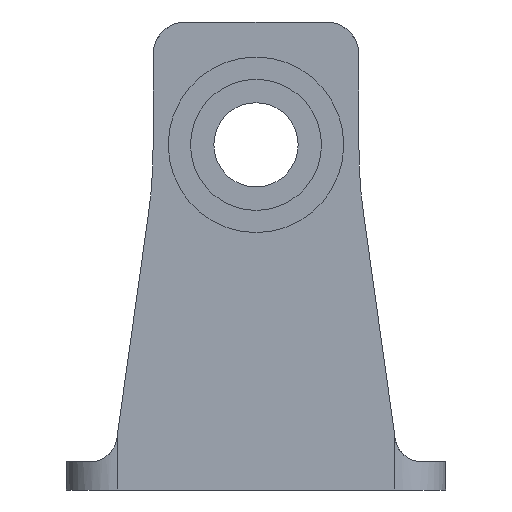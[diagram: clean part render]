
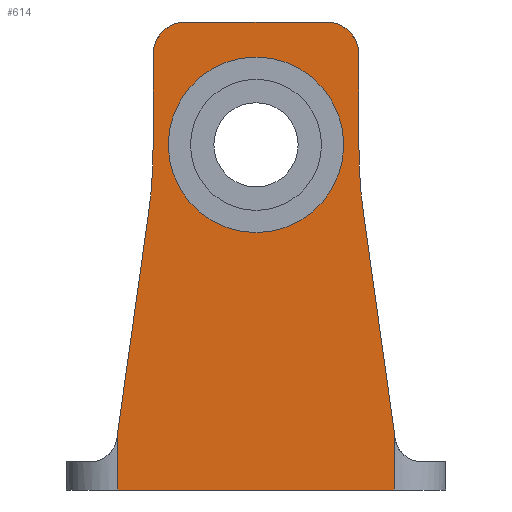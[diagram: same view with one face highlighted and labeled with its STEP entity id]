
A CAD part, front view. The second image highlights one B-rep face of the part: STEP entity #614.
In plain terms, the highlighted planar face has unit normal (0, -1, 0).
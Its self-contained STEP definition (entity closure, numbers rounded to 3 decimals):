
#10 = LINE ( 'NONE', #219, #1187 ) ;
#16 = CARTESIAN_POINT ( 'NONE',  ( 0., -20.25, 36.875 ) ) ;
#42 = CARTESIAN_POINT ( 'NONE',  ( 11., -20.25, 50. ) ) ;
#49 = CARTESIAN_POINT ( 'NONE',  ( 0., -20.25, 36.875 ) ) ;
#77 = EDGE_CURVE ( 'NONE', #1687, #1305, #1164, .T. ) ;
#79 = CARTESIAN_POINT ( 'NONE',  ( 7.5, -20.25, 46.5 ) ) ;
#81 = CARTESIAN_POINT ( 'NONE',  ( 61., -20.25, 36.496 ) ) ;
#93 = ORIENTED_EDGE ( 'NONE', *, *, #233, .F. ) ;
#118 = VERTEX_POINT ( 'NONE', #649 ) ;
#121 = EDGE_CURVE ( 'NONE', #1619, #2231, #127, .T. ) ;
#127 = LINE ( 'NONE', #1766, #1651 ) ;
#163 = ORIENTED_EDGE ( 'NONE', *, *, #1153, .F. ) ;
#169 = FACE_OUTER_BOUND ( 'NONE', #2087, .T. ) ;
#197 = DIRECTION ( 'NONE',  ( 1., 0., 0. ) ) ;
#198 = ORIENTED_EDGE ( 'NONE', *, *, #1902, .T. ) ;
#219 = CARTESIAN_POINT ( 'NONE',  ( 14.75, -20.25, 0. ) ) ;
#226 = DIRECTION ( 'NONE',  ( 0., 0., -1. ) ) ;
#233 = EDGE_CURVE ( 'NONE', #234, #812, #752, .T. ) ;
#234 = VERTEX_POINT ( 'NONE', #1086 ) ;
#312 = CARTESIAN_POINT ( 'NONE',  ( -14.75, -20.25, 3. ) ) ;
#318 = CARTESIAN_POINT ( 'NONE',  ( 15.207, -20.25, 3.064 ) ) ;
#338 = CARTESIAN_POINT ( 'NONE',  ( -11.487, -20.25, 29.538 ) ) ;
#398 = DIRECTION ( 'NONE',  ( 0., -1., 0. ) ) ;
#417 = AXIS2_PLACEMENT_3D ( 'NONE', #910, #1428, #1451 ) ;
#422 = EDGE_CURVE ( 'NONE', #118, #2231, #1358, .T. ) ;
#447 = ORIENTED_EDGE ( 'NONE', *, *, #121, .F. ) ;
#477 = EDGE_LOOP ( 'NONE', ( #93, #606 ) ) ;
#526 = VECTOR ( 'NONE', #226, 1000. ) ;
#535 = DIRECTION ( 'NONE',  ( 0., 0., -1. ) ) ;
#550 = CARTESIAN_POINT ( 'NONE',  ( 11., -20.25, 36.496 ) ) ;
#565 = CARTESIAN_POINT ( 'NONE',  ( -9.375, -20.25, 36.875 ) ) ;
#606 = ORIENTED_EDGE ( 'NONE', *, *, #2264, .F. ) ;
#614 = ADVANCED_FACE ( 'NONE', ( #2145, #169 ), #1953, .F. ) ;
#646 = CARTESIAN_POINT ( 'NONE',  ( -11., -20.25, 36.496 ) ) ;
#649 = CARTESIAN_POINT ( 'NONE',  ( 11., -20.25, 46.5 ) ) ;
#657 = CIRCLE ( 'NONE', #1377, 3.5 ) ;
#691 = VECTOR ( 'NONE', #1773, 1000. ) ;
#700 = CARTESIAN_POINT ( 'NONE',  ( 14.75, -20.25, 3. ) ) ;
#710 = CARTESIAN_POINT ( 'NONE',  ( -14.636, -20.25, 7.13 ) ) ;
#740 = ORIENTED_EDGE ( 'NONE', *, *, #77, .T. ) ;
#749 = DIRECTION ( 'NONE',  ( 0., 1., 0. ) ) ;
#752 = CIRCLE ( 'NONE', #2208, 9.375 ) ;
#778 = EDGE_CURVE ( 'NONE', #118, #2290, #2023, .T. ) ;
#801 = DIRECTION ( 'NONE',  ( 0., -1., 0. ) ) ;
#808 = CIRCLE ( 'NONE', #1483, 50. ) ;
#812 = VERTEX_POINT ( 'NONE', #565 ) ;
#831 = VERTEX_POINT ( 'NONE', #962 ) ;
#883 = VERTEX_POINT ( 'NONE', #1308 ) ;
#892 = ORIENTED_EDGE ( 'NONE', *, *, #1707, .T. ) ;
#897 = CARTESIAN_POINT ( 'NONE',  ( -11., -20.25, 50. ) ) ;
#900 = DIRECTION ( 'NONE',  ( 0., -1., 0. ) ) ;
#910 = CARTESIAN_POINT ( 'NONE',  ( 14.75, -20.25, 3. ) ) ;
#942 = AXIS2_PLACEMENT_3D ( 'NONE', #79, #801, #1346 ) ;
#944 = ORIENTED_EDGE ( 'NONE', *, *, #422, .T. ) ;
#962 = CARTESIAN_POINT ( 'NONE',  ( -14.75, -20.25, 0. ) ) ;
#985 = VERTEX_POINT ( 'NONE', #1911 ) ;
#989 = EDGE_CURVE ( 'NONE', #1424, #985, #1903, .T. ) ;
#1086 = CARTESIAN_POINT ( 'NONE',  ( 9.375, -20.25, 36.875 ) ) ;
#1089 = CARTESIAN_POINT ( 'NONE',  ( -14.75, -20.25, 6.317 ) ) ;
#1099 = ORIENTED_EDGE ( 'NONE', *, *, #1552, .T. ) ;
#1125 = EDGE_CURVE ( 'NONE', #1305, #1173, #2152, .T. ) ;
#1145 = DIRECTION ( 'NONE',  ( -1., 0., 0. ) ) ;
#1153 = EDGE_CURVE ( 'NONE', #1424, #883, #1923, .T. ) ;
#1164 = CIRCLE ( 'NONE', #2129, 50. ) ;
#1173 = VERTEX_POINT ( 'NONE', #1089 ) ;
#1184 = DIRECTION ( 'NONE',  ( -1., 0., 0. ) ) ;
#1187 = VECTOR ( 'NONE', #1638, 1000. ) ;
#1215 = LINE ( 'NONE', #312, #1886 ) ;
#1222 = DIRECTION ( 'NONE',  ( -0.139, 0., -0.99 ) ) ;
#1253 = EDGE_CURVE ( 'NONE', #985, #2290, #808, .T. ) ;
#1305 = VERTEX_POINT ( 'NONE', #338 ) ;
#1308 = CARTESIAN_POINT ( 'NONE',  ( 14.75, -20.25, 0. ) ) ;
#1311 = CARTESIAN_POINT ( 'NONE',  ( -7.5, -20.25, 50. ) ) ;
#1346 = DIRECTION ( 'NONE',  ( -1., 0., 0. ) ) ;
#1358 = CIRCLE ( 'NONE', #942, 3.5 ) ;
#1363 = DIRECTION ( 'NONE',  ( 0., 1., 0. ) ) ;
#1372 = DIRECTION ( 'NONE',  ( 1., 0., 0. ) ) ;
#1377 = AXIS2_PLACEMENT_3D ( 'NONE', #2158, #900, #1649 ) ;
#1424 = VERTEX_POINT ( 'NONE', #1763 ) ;
#1428 = DIRECTION ( 'NONE',  ( 0., 1., 0. ) ) ;
#1437 = DIRECTION ( 'NONE',  ( 0., -1., 0. ) ) ;
#1451 = DIRECTION ( 'NONE',  ( -1., 0., 0. ) ) ;
#1454 = EDGE_CURVE ( 'NONE', #831, #883, #10, .T. ) ;
#1458 = CARTESIAN_POINT ( 'NONE',  ( 7.5, -20.25, 50. ) ) ;
#1476 = VERTEX_POINT ( 'NONE', #2184 ) ;
#1483 = AXIS2_PLACEMENT_3D ( 'NONE', #81, #749, #1145 ) ;
#1489 = CARTESIAN_POINT ( 'NONE',  ( -61., -20.25, 36.496 ) ) ;
#1528 = ORIENTED_EDGE ( 'NONE', *, *, #989, .T. ) ;
#1539 = DIRECTION ( 'NONE',  ( -0.139, 0., 0.99 ) ) ;
#1552 = EDGE_CURVE ( 'NONE', #1619, #1476, #657, .T. ) ;
#1601 = LINE ( 'NONE', #897, #691 ) ;
#1619 = VERTEX_POINT ( 'NONE', #1311 ) ;
#1636 = VECTOR ( 'NONE', #1539, 1000. ) ;
#1638 = DIRECTION ( 'NONE',  ( 1., 0., 0. ) ) ;
#1649 = DIRECTION ( 'NONE',  ( -1., 0., 0. ) ) ;
#1651 = VECTOR ( 'NONE', #1372, 1000. ) ;
#1687 = VERTEX_POINT ( 'NONE', #646 ) ;
#1707 = EDGE_CURVE ( 'NONE', #1173, #831, #1215, .T. ) ;
#1716 = CIRCLE ( 'NONE', #2122, 9.375 ) ;
#1748 = ORIENTED_EDGE ( 'NONE', *, *, #1125, .T. ) ;
#1763 = CARTESIAN_POINT ( 'NONE',  ( 14.75, -20.25, 6.317 ) ) ;
#1766 = CARTESIAN_POINT ( 'NONE',  ( 11., -20.25, 50. ) ) ;
#1773 = DIRECTION ( 'NONE',  ( 0., 0., -1. ) ) ;
#1886 = VECTOR ( 'NONE', #1895, 1000. ) ;
#1895 = DIRECTION ( 'NONE',  ( 0., 0., -1. ) ) ;
#1902 = EDGE_CURVE ( 'NONE', #1476, #1687, #1601, .T. ) ;
#1903 = LINE ( 'NONE', #318, #1636 ) ;
#1911 = CARTESIAN_POINT ( 'NONE',  ( 11.487, -20.25, 29.538 ) ) ;
#1923 = LINE ( 'NONE', #700, #2071 ) ;
#1953 = PLANE ( 'NONE',  #417 ) ;
#2010 = ORIENTED_EDGE ( 'NONE', *, *, #1454, .T. ) ;
#2023 = LINE ( 'NONE', #42, #526 ) ;
#2035 = VECTOR ( 'NONE', #1222, 1000. ) ;
#2071 = VECTOR ( 'NONE', #535, 1000. ) ;
#2087 = EDGE_LOOP ( 'NONE', ( #2244, #944, #447, #1099, #198, #740, #1748, #892, #2010, #163, #1528, #2141 ) ) ;
#2122 = AXIS2_PLACEMENT_3D ( 'NONE', #16, #1437, #2140 ) ;
#2129 = AXIS2_PLACEMENT_3D ( 'NONE', #1489, #1363, #1184 ) ;
#2140 = DIRECTION ( 'NONE',  ( 1., 0., 0. ) ) ;
#2141 = ORIENTED_EDGE ( 'NONE', *, *, #1253, .T. ) ;
#2145 = FACE_BOUND ( 'NONE', #477, .T. ) ;
#2152 = LINE ( 'NONE', #710, #2035 ) ;
#2158 = CARTESIAN_POINT ( 'NONE',  ( -7.5, -20.25, 46.5 ) ) ;
#2184 = CARTESIAN_POINT ( 'NONE',  ( -11., -20.25, 46.5 ) ) ;
#2208 = AXIS2_PLACEMENT_3D ( 'NONE', #49, #398, #197 ) ;
#2231 = VERTEX_POINT ( 'NONE', #1458 ) ;
#2244 = ORIENTED_EDGE ( 'NONE', *, *, #778, .F. ) ;
#2264 = EDGE_CURVE ( 'NONE', #812, #234, #1716, .T. ) ;
#2290 = VERTEX_POINT ( 'NONE', #550 ) ;
